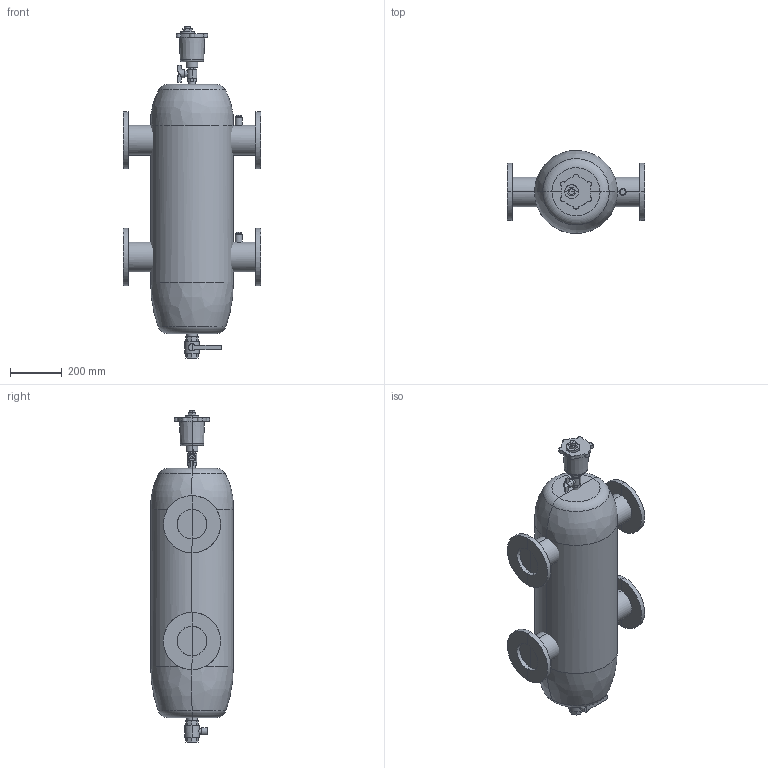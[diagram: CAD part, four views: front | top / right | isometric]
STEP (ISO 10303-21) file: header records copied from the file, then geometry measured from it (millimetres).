
FILE_DESCRIPTION(('CATIA V5 STEP Exchange'),'2;1');
FILE_NAME('STEP_548102_-_TST.stp','2019-02-25T13:10:24+00:00',('none'),('none'),'CATIA Version 5-6 Release 2016 SP4','CATIA V5 STEP AP203','none');
FILE_SCHEMA(('CONFIG_CONTROL_DESIGN'));
Length unit declared in the file: millimetre
Products named in the file (1): 548102 - TST
Bounding box: 529 x 319 x 1279 mm (x, y, z)
Volume: 113519940.6 mm3; surface area: 2293555.8 mm2
Topology: 9 solids, 9 shells, 261 faces, 628 edges, 388 vertices
Faces by surface type: plane 155, cylinder 90, torus 10, bspline 4, cone 2
Entity records: 10097 total; most frequent: CARTESIAN_POINT 4367, ORIENTED_EDGE 1256, DIRECTION 995, EDGE_CURVE 628, VERTEX_POINT 388, AXIS2_PLACEMENT_3D 371, VECTOR 357, LINE 357
